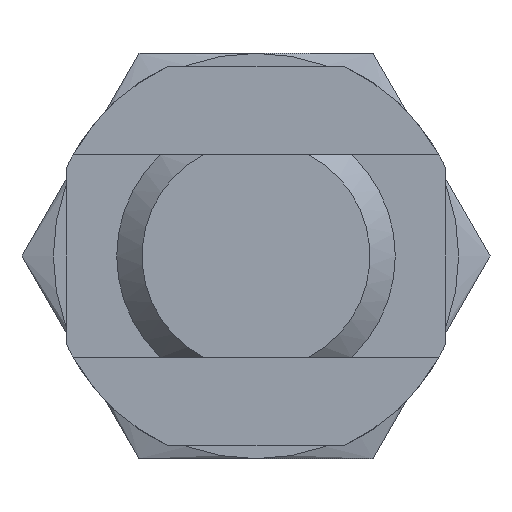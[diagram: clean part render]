
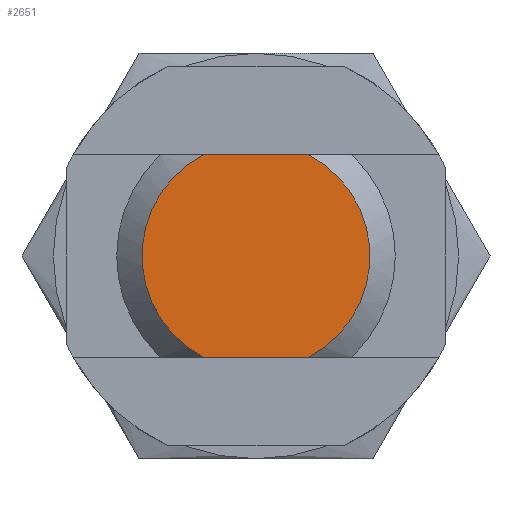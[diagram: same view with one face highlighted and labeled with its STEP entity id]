
A CAD part, left-side view. The second image highlights one B-rep face of the part: STEP entity #2651.
In plain terms, the highlighted planar face has unit normal (-1, 0, 0).
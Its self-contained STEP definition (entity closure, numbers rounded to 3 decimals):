
#63 = DIRECTION ( 'NONE',  ( 1., 0., 0. ) ) ;
#107 = AXIS2_PLACEMENT_3D ( 'NONE', #924, #1634, #2636 ) ;
#108 = VERTEX_POINT ( 'NONE', #504 ) ;
#308 = LINE ( 'NONE', #1648, #2978 ) ;
#361 = VERTEX_POINT ( 'NONE', #3812 ) ;
#504 = CARTESIAN_POINT ( 'NONE',  ( -393., 4.123, 8. ) ) ;
#687 = EDGE_CURVE ( 'NONE', #361, #2566, #816, .T. ) ;
#711 = VERTEX_POINT ( 'NONE', #1655 ) ;
#750 = DIRECTION ( 'NONE',  ( 0., 1., 0. ) ) ;
#816 = CIRCLE ( 'NONE', #107, 9. ) ;
#924 = CARTESIAN_POINT ( 'NONE',  ( -393., 0., 0. ) ) ;
#1049 = LINE ( 'NONE', #3470, #1253 ) ;
#1056 = EDGE_CURVE ( 'NONE', #361, #711, #308, .T. ) ;
#1065 = DIRECTION ( 'NONE',  ( 0., 0., 1. ) ) ;
#1253 = VECTOR ( 'NONE', #1733, 1000. ) ;
#1634 = DIRECTION ( 'NONE',  ( -1., 0., 0. ) ) ;
#1648 = CARTESIAN_POINT ( 'NONE',  ( -393., -20., -8. ) ) ;
#1655 = CARTESIAN_POINT ( 'NONE',  ( -393., 4.123, -8. ) ) ;
#1668 = DIRECTION ( 'NONE',  ( 0., 1., 0. ) ) ;
#1733 = DIRECTION ( 'NONE',  ( 0., -1., 0. ) ) ;
#2128 = AXIS2_PLACEMENT_3D ( 'NONE', #2916, #63, #750 ) ;
#2234 = ORIENTED_EDGE ( 'NONE', *, *, #687, .T. ) ;
#2240 = ORIENTED_EDGE ( 'NONE', *, *, #2404, .F. ) ;
#2404 = EDGE_CURVE ( 'NONE', #108, #2566, #1049, .T. ) ;
#2481 = PLANE ( 'NONE',  #2128 ) ;
#2566 = VERTEX_POINT ( 'NONE', #3591 ) ;
#2636 = DIRECTION ( 'NONE',  ( 0., 0., 1. ) ) ;
#2651 = ADVANCED_FACE ( 'NONE', ( #4262 ), #2481, .F. ) ;
#2732 = EDGE_CURVE ( 'NONE', #108, #711, #3411, .T. ) ;
#2886 = CARTESIAN_POINT ( 'NONE',  ( -393., 0., 0. ) ) ;
#2916 = CARTESIAN_POINT ( 'NONE',  ( -393., 0., 0. ) ) ;
#2978 = VECTOR ( 'NONE', #1668, 1000. ) ;
#3204 = DIRECTION ( 'NONE',  ( -1., 0., 0. ) ) ;
#3256 = EDGE_LOOP ( 'NONE', ( #2234, #2240, #3566, #3699 ) ) ;
#3411 = CIRCLE ( 'NONE', #3999, 9. ) ;
#3470 = CARTESIAN_POINT ( 'NONE',  ( -393., 20., 8. ) ) ;
#3566 = ORIENTED_EDGE ( 'NONE', *, *, #2732, .T. ) ;
#3591 = CARTESIAN_POINT ( 'NONE',  ( -393., -4.123, 8. ) ) ;
#3699 = ORIENTED_EDGE ( 'NONE', *, *, #1056, .F. ) ;
#3812 = CARTESIAN_POINT ( 'NONE',  ( -393., -4.123, -8. ) ) ;
#3999 = AXIS2_PLACEMENT_3D ( 'NONE', #2886, #3204, #1065 ) ;
#4262 = FACE_OUTER_BOUND ( 'NONE', #3256, .T. ) ;
